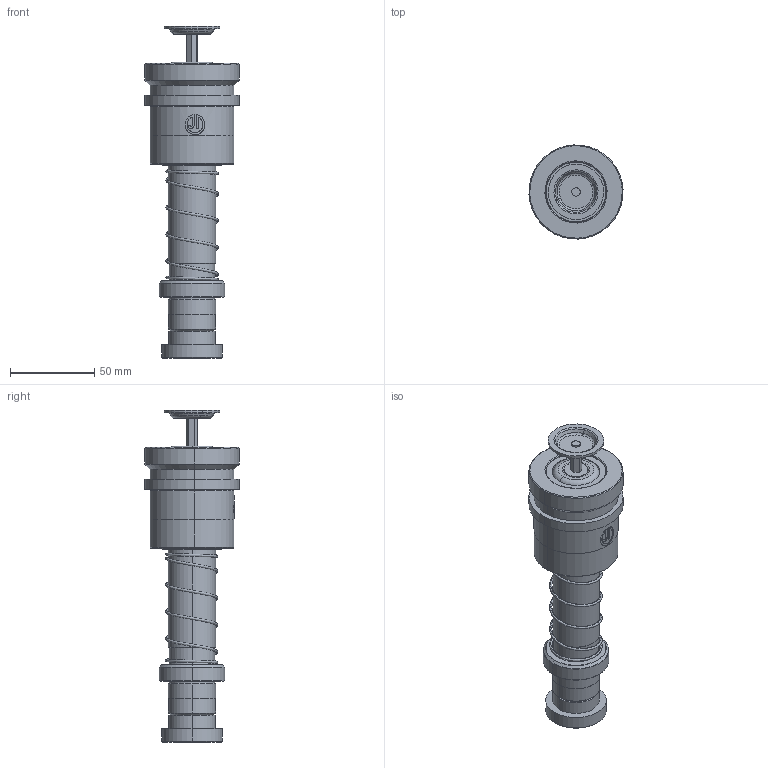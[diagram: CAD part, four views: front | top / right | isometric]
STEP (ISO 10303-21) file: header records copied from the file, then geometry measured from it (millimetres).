
FILE_DESCRIPTION (( 'STEP AP214' ), '1' );
FILE_NAME ('RTSH (RTJH)-D28-L140(BL-60).STEP', '2021-09-09T02:11:51', ( '' ), ( '' ), 'SwSTEP 2.0', 'SolidWorks 2016', '' );
FILE_SCHEMA (( 'AUTOMOTIVE_DESIGN' ));
Length unit declared in the file: millimetre
Products named in the file (227): BALL-D4; TRPM-D28-L140; TRB28-35-25; GTM-M12蹟簽; GTM-3-縐种; DRPM蹟簽D28; BSH-D35.5-28.5-L60郪蚾; RTSH (RTJH)-D28-L140(BL-60); GTM-33; HWP-D31.3-d28.5-L60; BSH-35.5-28.5-L60; GTM-33郪蚾
Assembly tree (219 placements, depth 3):
  BALL-D4
  BALL-D4
  BALL-D4
  BALL-D4
  TRPM-D28-L140
Bounding box: 55.92 x 55.92 x 197.47 mm (x, y, z)
Volume: 193992 mm3; surface area: 80616.5 mm2
Topology: 212 solids, 212 shells, 1028 faces, 4214 edges, 2796 vertices
Faces by surface type: sphere 816, cylinder 72, plane 52, cone 40, torus 26, bspline 22
Entity records: 47318 total; most frequent: CARTESIAN_POINT 27316, ORIENTED_EDGE 3506, DIRECTION 3098, EDGE_CURVE 1753, AXIS2_PLACEMENT_3D 1452, VERTEX_POINT 1144, EDGE_LOOP 1035, B_SPLINE_CURVE_WITH_KNOTS 916
